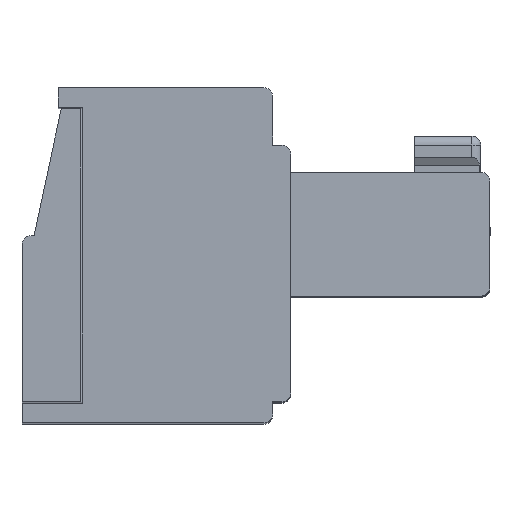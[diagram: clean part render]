
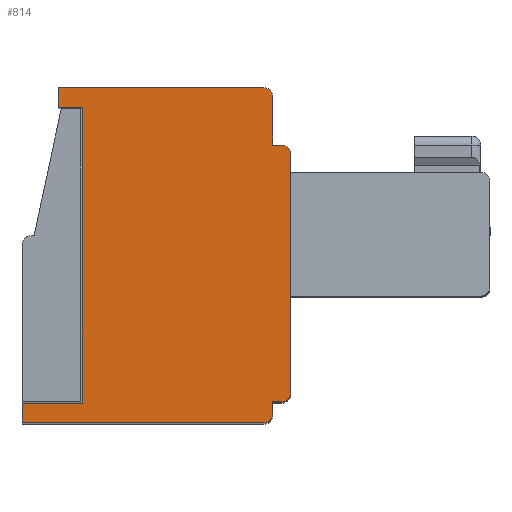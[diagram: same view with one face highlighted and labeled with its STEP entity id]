
A CAD part, top view. The second image highlights one B-rep face of the part: STEP entity #814.
In plain terms, the highlighted planar face has unit normal (0, 0, 1).
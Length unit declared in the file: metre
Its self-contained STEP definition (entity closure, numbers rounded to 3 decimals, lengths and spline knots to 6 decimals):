
#814=ADVANCED_FACE('',(#2215),#2216,.F.);
#2215=FACE_OUTER_BOUND('',#4282,.T.);
#2216=PLANE('',#4283);
#4282=EDGE_LOOP('',(#6705,#6706,#6707,#6708,#6709,#6710,#6711,#6712,#6713,#6714,#6715,#6716,#6717,#6718,#6719,#6720));
#4283=AXIS2_PLACEMENT_3D('',#6721,#6722,#6723);
#6705=ORIENTED_EDGE('',*,*,#12413,.T.);
#6706=ORIENTED_EDGE('',*,*,#12414,.T.);
#6707=ORIENTED_EDGE('',*,*,#12415,.T.);
#6708=ORIENTED_EDGE('',*,*,#12410,.T.);
#6709=ORIENTED_EDGE('',*,*,#12416,.T.);
#6710=ORIENTED_EDGE('',*,*,#12417,.F.);
#6711=ORIENTED_EDGE('',*,*,#12418,.T.);
#6712=ORIENTED_EDGE('',*,*,#12419,.T.);
#6713=ORIENTED_EDGE('',*,*,#12420,.T.);
#6714=ORIENTED_EDGE('',*,*,#12421,.T.);
#6715=ORIENTED_EDGE('',*,*,#12422,.T.);
#6716=ORIENTED_EDGE('',*,*,#12423,.T.);
#6717=ORIENTED_EDGE('',*,*,#12424,.T.);
#6718=ORIENTED_EDGE('',*,*,#12425,.F.);
#6719=ORIENTED_EDGE('',*,*,#12426,.T.);
#6720=ORIENTED_EDGE('',*,*,#12427,.T.);
#6721=CARTESIAN_POINT('',(0.013673,0.00851,0.020133));
#6722=DIRECTION('',(0.,0.,-1.0));
#6723=DIRECTION('',(0.0,-1.0,0.));
#12410=EDGE_CURVE('',#14930,#14928,#14931,.T.);
#12413=EDGE_CURVE('',#14934,#14935,#14936,.T.);
#12414=EDGE_CURVE('',#14935,#14937,#14938,.T.);
#12415=EDGE_CURVE('',#14937,#14930,#14939,.T.);
#12416=EDGE_CURVE('',#14928,#14940,#14941,.T.);
#12417=EDGE_CURVE('',#14942,#14940,#14943,.T.);
#12418=EDGE_CURVE('',#14942,#14944,#14945,.T.);
#12419=EDGE_CURVE('',#14944,#14946,#14947,.T.);
#12420=EDGE_CURVE('',#14946,#14948,#14949,.T.);
#12421=EDGE_CURVE('',#14948,#14950,#14951,.T.);
#12422=EDGE_CURVE('',#14950,#14952,#14953,.T.);
#12423=EDGE_CURVE('',#14952,#14954,#14955,.T.);
#12424=EDGE_CURVE('',#14954,#14956,#14957,.T.);
#12425=EDGE_CURVE('',#14958,#14956,#14959,.T.);
#12426=EDGE_CURVE('',#14958,#14960,#14961,.T.);
#12427=EDGE_CURVE('',#14960,#14934,#14962,.T.);
#14928=VERTEX_POINT('',#18633);
#14930=VERTEX_POINT('',#18636);
#14931=LINE('',#18637,#18638);
#14934=VERTEX_POINT('',#18642);
#14935=VERTEX_POINT('',#18643);
#14936=LINE('',#18644,#18645);
#14937=VERTEX_POINT('',#18646);
#14938=CIRCLE('',#18647,0.0003);
#14939=LINE('',#18648,#18649);
#14940=VERTEX_POINT('',#18650);
#14941=CIRCLE('',#18651,0.0003);
#14942=VERTEX_POINT('',#18652);
#14943=LINE('',#18653,#18654);
#14944=VERTEX_POINT('',#18655);
#14945=CIRCLE('',#18656,0.0003);
#14946=VERTEX_POINT('',#18657);
#14947=LINE('',#18658,#18659);
#14948=VERTEX_POINT('',#18660);
#14949=LINE('',#18661,#18662);
#14950=VERTEX_POINT('',#18663);
#14951=CIRCLE('',#18664,0.0003);
#14952=VERTEX_POINT('',#18665);
#14953=LINE('',#18666,#18667);
#14954=VERTEX_POINT('',#18668);
#14955=LINE('',#18669,#18670);
#14956=VERTEX_POINT('',#18671);
#14957=LINE('',#18672,#18673);
#14958=VERTEX_POINT('',#18674);
#14959=LINE('',#18675,#18676);
#14960=VERTEX_POINT('',#18677);
#14961=LINE('',#18678,#18679);
#14962=LINE('',#18680,#18681);
#18633=CARTESIAN_POINT('',(0.007073,0.00121,0.020133));
#18636=CARTESIAN_POINT('',(0.006773,0.00121,0.020133));
#18637=CARTESIAN_POINT('',(0.013673,0.00121,0.020133));
#18638=VECTOR('',#23275,1.0);
#18642=CARTESIAN_POINT('',(-0.001527,0.00051,0.020133));
#18643=CARTESIAN_POINT('',(0.006473,0.00051,0.020133));
#18644=CARTESIAN_POINT('',(0.013673,0.00051,0.020133));
#18645=VECTOR('',#23277,1.0);
#18646=CARTESIAN_POINT('',(0.006773,0.00081,0.020133));
#18647=AXIS2_PLACEMENT_3D('',#23278,#23279,#23280);
#18648=CARTESIAN_POINT('',(0.006773,0.00851,0.020133));
#18649=VECTOR('',#23281,1.0);
#18650=CARTESIAN_POINT('',(0.007373,0.00151,0.020133));
#18651=AXIS2_PLACEMENT_3D('',#23282,#23283,#23284);
#18652=CARTESIAN_POINT('',(0.007373,0.00941,0.020133));
#18653=CARTESIAN_POINT('',(0.007373,0.00941,0.020133));
#18654=VECTOR('',#23285,1.0);
#18655=CARTESIAN_POINT('',(0.007073,0.00971,0.020133));
#18656=AXIS2_PLACEMENT_3D('',#23286,#23287,#23288);
#18657=CARTESIAN_POINT('',(0.006773,0.00971,0.020133));
#18658=CARTESIAN_POINT('',(0.006773,0.00971,0.020133));
#18659=VECTOR('',#23289,1.0);
#18660=CARTESIAN_POINT('',(0.006773,0.01131,0.020133));
#18661=CARTESIAN_POINT('',(0.006773,0.00851,0.020133));
#18662=VECTOR('',#23290,1.0);
#18663=CARTESIAN_POINT('',(0.006473,0.01161,0.020133));
#18664=AXIS2_PLACEMENT_3D('',#23291,#23292,#23293);
#18665=CARTESIAN_POINT('',(-0.000327,0.01161,0.020133));
#18666=CARTESIAN_POINT('',(0.013673,0.01161,0.020133));
#18667=VECTOR('',#23294,1.0);
#18668=CARTESIAN_POINT('',(-0.000327,0.01096,0.020133));
#18669=CARTESIAN_POINT('',(-0.000327,0.00851,0.020133));
#18670=VECTOR('',#23295,1.0);
#18671=CARTESIAN_POINT('',(0.000473,0.01096,0.020133));
#18672=CARTESIAN_POINT('',(0.013673,0.01096,0.020133));
#18673=VECTOR('',#23296,1.0);
#18674=CARTESIAN_POINT('',(0.000473,0.00116,0.020133));
#18675=CARTESIAN_POINT('',(0.000473,0.00116,0.020133));
#18676=VECTOR('',#23297,1.0);
#18677=CARTESIAN_POINT('',(-0.001527,0.00116,0.020133));
#18678=CARTESIAN_POINT('',(0.013673,0.00116,0.020133));
#18679=VECTOR('',#23298,1.0);
#18680=CARTESIAN_POINT('',(-0.001527,0.00851,0.020133));
#18681=VECTOR('',#23299,1.0);
#23275=DIRECTION('',(1.0,0.,0.));
#23277=DIRECTION('',(1.0,0.,0.));
#23278=CARTESIAN_POINT('',(0.006473,0.00081,0.020133));
#23279=DIRECTION('',(0.,0.,1.0));
#23280=DIRECTION('',(-1.0,0.,0.));
#23281=DIRECTION('',(0.,1.0,0.));
#23282=CARTESIAN_POINT('',(0.007073,0.00151,0.020133));
#23283=DIRECTION('',(0.,0.,1.0));
#23284=DIRECTION('',(-1.0,0.,0.));
#23285=DIRECTION('',(0.,-1.0,0.0));
#23286=CARTESIAN_POINT('',(0.007073,0.00941,0.020133));
#23287=DIRECTION('',(0.,0.,1.0));
#23288=DIRECTION('',(-1.0,0.0,0.));
#23289=DIRECTION('',(-1.0,0.,0.));
#23290=DIRECTION('',(0.,1.0,0.));
#23291=CARTESIAN_POINT('',(0.006473,0.01131,0.020133));
#23292=DIRECTION('',(0.,0.,1.0));
#23293=DIRECTION('',(-1.0,0.,0.));
#23294=DIRECTION('',(-1.0,0.,0.));
#23295=DIRECTION('',(0.,-1.0,0.));
#23296=DIRECTION('',(1.0,0.,0.));
#23297=DIRECTION('',(0.,1.0,0.0));
#23298=DIRECTION('',(-1.0,0.,0.));
#23299=DIRECTION('',(0.,-1.0,0.));
